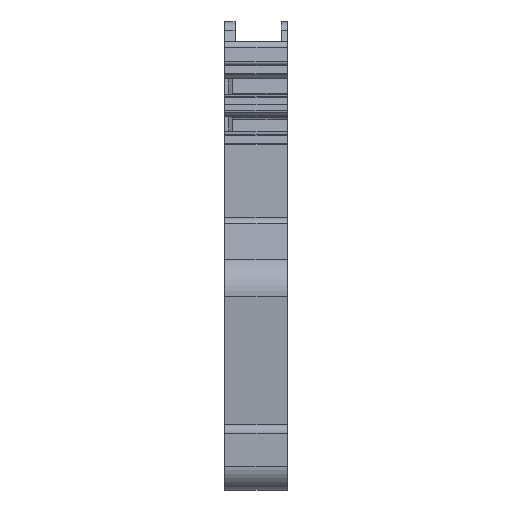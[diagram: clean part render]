
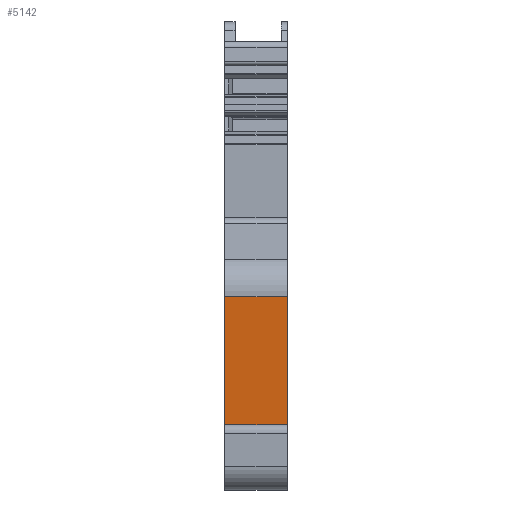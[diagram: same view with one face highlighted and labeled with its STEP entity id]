
A CAD part, front view. The second image highlights one B-rep face of the part: STEP entity #5142.
In plain terms, the highlighted planar face has unit normal (0, -0.995, -0.104).
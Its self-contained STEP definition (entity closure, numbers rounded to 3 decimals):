
#5129=AXIS2_PLACEMENT_3D('Plane Axis2P3D',#5126,#5127,#5128) ;
#825=CARTESIAN_POINT('Vertex',(5.1,1.766,15.705)) ;
#828=CARTESIAN_POINT('Line Origine',(5.1,2.337,10.279)) ;
#832=CARTESIAN_POINT('Vertex',(5.1,2.907,4.854)) ;
#2942=CARTESIAN_POINT('Vertex',(0.,2.907,4.854)) ;
#2945=CARTESIAN_POINT('Line Origine',(0.,2.337,10.279)) ;
#2949=CARTESIAN_POINT('Vertex',(0.,1.766,15.705)) ;
#5114=CARTESIAN_POINT('Line Origine',(2.55,1.766,15.705)) ;
#5126=CARTESIAN_POINT('Axis2P3D Location',(0.,1.766,15.705)) ;
#5131=CARTESIAN_POINT('Line Origine',(2.55,2.907,4.854)) ;
#829=DIRECTION('Vector Direction',(0.,0.105,-0.995)) ;
#2946=DIRECTION('Vector Direction',(0.,-0.105,0.995)) ;
#5115=DIRECTION('Vector Direction',(1.,0.,0.)) ;
#5127=DIRECTION('Axis2P3D Direction',(0.,-0.995,-0.105)) ;
#5128=DIRECTION('Axis2P3D XDirection',(0.,0.105,-0.995)) ;
#5132=DIRECTION('Vector Direction',(1.,0.,0.)) ;
#830=VECTOR('Line Direction',#829,1.) ;
#2947=VECTOR('Line Direction',#2946,1.) ;
#5116=VECTOR('Line Direction',#5115,1.) ;
#5133=VECTOR('Line Direction',#5132,1.) ;
#5137=ORIENTED_EDGE('',*,*,#5118,.F.) ;
#5138=ORIENTED_EDGE('',*,*,#2951,.T.) ;
#5139=ORIENTED_EDGE('',*,*,#5135,.T.) ;
#5140=ORIENTED_EDGE('',*,*,#834,.F.) ;
#5142=ADVANCED_FACE('ZDU 2.5N/3AN',(#5141),#5130,.T.) ;
#834=EDGE_CURVE('',#826,#833,#831,.T.) ;
#2951=EDGE_CURVE('',#2950,#2943,#2948,.F.) ;
#5118=EDGE_CURVE('',#2950,#826,#5117,.T.) ;
#5135=EDGE_CURVE('',#2943,#833,#5134,.T.) ;
#5136=EDGE_LOOP('',(#5137,#5138,#5139,#5140)) ;
#5141=FACE_OUTER_BOUND('',#5136,.T.) ;
#831=LINE('Line',#828,#830) ;
#2948=LINE('Line',#2945,#2947) ;
#5117=LINE('Line',#5114,#5116) ;
#5134=LINE('Line',#5131,#5133) ;
#5130=PLANE('',#5129) ;
#826=VERTEX_POINT('',#825) ;
#833=VERTEX_POINT('',#832) ;
#2943=VERTEX_POINT('',#2942) ;
#2950=VERTEX_POINT('',#2949) ;
